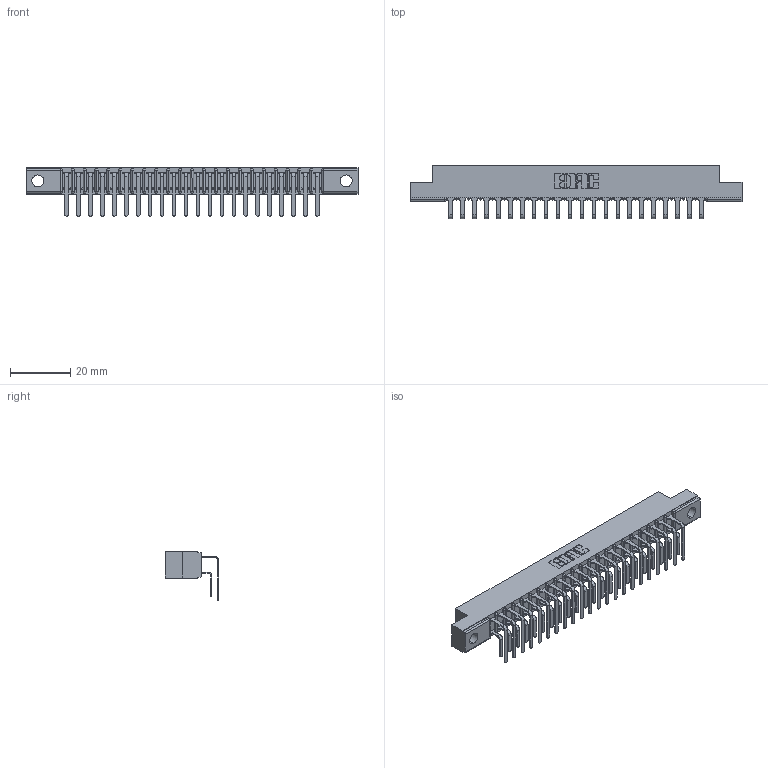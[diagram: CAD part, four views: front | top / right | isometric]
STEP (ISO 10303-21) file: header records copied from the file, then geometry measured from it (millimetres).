
FILE_DESCRIPTION (( 'STEP AP203' ), '1' );
FILE_NAME ('307-022-459-104.STEP', '2020-09-27T06:25:43', ( '' ), ( '' ), 'SwSTEP 2.0', 'SolidWorks 2020', '' );
FILE_SCHEMA (( 'CONFIG_CONTROL_DESIGN' ));
Length unit declared in the file: inch
Products named in the file (4): 307 Part_.156 Dia Mounting Holes; 307-290-001_558 559 - 1 (Single); 307-022-459-104; 307-290-001_559 - 2 (Single)
Assembly tree (45 placements, depth 2):
  307-022-459-104
    307 Part_.156 Dia Mounting Holes
    307-290-001_558 559 - 1 (Single)  x22
    307-290-001_559 - 2 (Single)  x22
Bounding box: 110.19 x 17.69 x 16.08 mm (x, y, z)
Volume: 7296.4 mm3; surface area: 13873.8 mm2
Topology: 45 solids, 45 shells, 2355 faces, 6607 edges, 4282 vertices
Faces by surface type: plane 1536, cylinder 773, sphere 46
Entity records: 23895 total; most frequent: CARTESIAN_POINT 3922, ORIENTED_EDGE 3882, DIRECTION 3841, EDGE_CURVE 1941, LINE 1487, VECTOR 1487, VERTEX_POINT 1258, AXIS2_PLACEMENT_3D 1177
